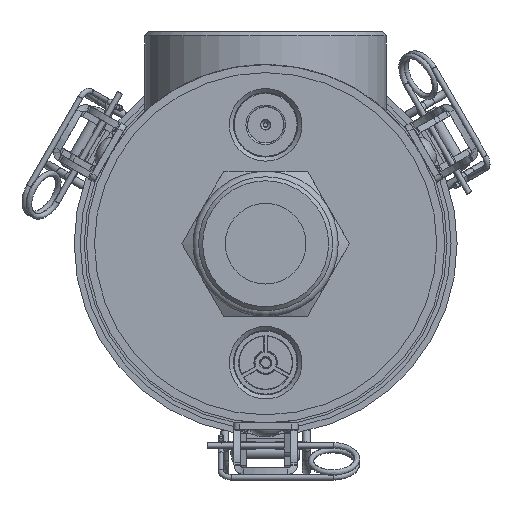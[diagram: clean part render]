
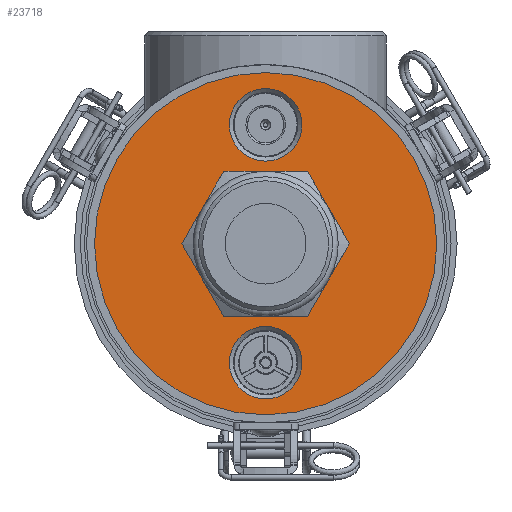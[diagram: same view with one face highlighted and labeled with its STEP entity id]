
A CAD part, front view. The second image highlights one B-rep face of the part: STEP entity #23718.
In plain terms, the highlighted planar face has unit normal (0, -1, 0).
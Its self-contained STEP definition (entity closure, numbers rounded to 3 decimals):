
#147 = CARTESIAN_POINT ( 'NONE',  ( 0., 0., 29.5 ) ) ;
#257 = DIRECTION ( 'NONE',  ( 0., 1., 0. ) ) ;
#419 = ORIENTED_EDGE ( 'NONE', *, *, #19928, .T. ) ;
#760 = EDGE_CURVE ( 'NONE', #21809, #21809, #23589, .T. ) ;
#1404 = DIRECTION ( 'NONE',  ( 1., 0., 0. ) ) ;
#1927 = ORIENTED_EDGE ( 'NONE', *, *, #23665, .T. ) ;
#2099 = CARTESIAN_POINT ( 'NONE',  ( 9., 0., -29.5 ) ) ;
#2265 = DIRECTION ( 'NONE',  ( 1., 0., 0. ) ) ;
#2512 = ORIENTED_EDGE ( 'NONE', *, *, #3163, .T. ) ;
#3163 = EDGE_CURVE ( 'NONE', #29029, #29029, #32034, .T. ) ;
#3580 = EDGE_LOOP ( 'NONE', ( #419 ) ) ;
#4195 = VERTEX_POINT ( 'NONE', #21524 ) ;
#4924 = AXIS2_PLACEMENT_3D ( 'NONE', #147, #24748, #18732 ) ;
#6018 = AXIS2_PLACEMENT_3D ( 'NONE', #34557, #8088, #1404 ) ;
#6450 = FACE_OUTER_BOUND ( 'NONE', #37662, .T. ) ;
#8041 = AXIS2_PLACEMENT_3D ( 'NONE', #22004, #13901, #2265 ) ;
#8088 = DIRECTION ( 'NONE',  ( 0., 1., 0. ) ) ;
#9166 = ORIENTED_EDGE ( 'NONE', *, *, #760, .F. ) ;
#9401 = EDGE_LOOP ( 'NONE', ( #2512 ) ) ;
#12302 = DIRECTION ( 'NONE',  ( 1., 0., 0. ) ) ;
#13589 = EDGE_LOOP ( 'NONE', ( #1927 ) ) ;
#13901 = DIRECTION ( 'NONE',  ( 0., 1., 0. ) ) ;
#14431 = DIRECTION ( 'NONE',  ( 0., 1., 0. ) ) ;
#14532 = AXIS2_PLACEMENT_3D ( 'NONE', #14615, #14431, #38398 ) ;
#14615 = CARTESIAN_POINT ( 'NONE',  ( 0., 0., 0. ) ) ;
#15009 = CIRCLE ( 'NONE', #4924, 9. ) ;
#15842 = AXIS2_PLACEMENT_3D ( 'NONE', #30313, #257, #12302 ) ;
#16346 = CARTESIAN_POINT ( 'NONE',  ( 42.45, 0., 0. ) ) ;
#18732 = DIRECTION ( 'NONE',  ( 1., 0., 0. ) ) ;
#19928 = EDGE_CURVE ( 'NONE', #4195, #4195, #35102, .T. ) ;
#21524 = CARTESIAN_POINT ( 'NONE',  ( 12.058, 0., 0. ) ) ;
#21630 = FACE_BOUND ( 'NONE', #13589, .T. ) ;
#21809 = VERTEX_POINT ( 'NONE', #16346 ) ;
#22004 = CARTESIAN_POINT ( 'NONE',  ( 0., 0., 0. ) ) ;
#23589 = CIRCLE ( 'NONE', #6018, 42.45 ) ;
#23665 = EDGE_CURVE ( 'NONE', #37994, #37994, #15009, .T. ) ;
#23718 = ADVANCED_FACE ( 'NONE', ( #30023, #21630, #33111, #6450 ), #37680, .F. ) ;
#24748 = DIRECTION ( 'NONE',  ( 0., 1., 0. ) ) ;
#26186 = CARTESIAN_POINT ( 'NONE',  ( 9., 0., 29.5 ) ) ;
#29029 = VERTEX_POINT ( 'NONE', #2099 ) ;
#30023 = FACE_BOUND ( 'NONE', #9401, .T. ) ;
#30313 = CARTESIAN_POINT ( 'NONE',  ( 0., 0., -29.5 ) ) ;
#32034 = CIRCLE ( 'NONE', #15842, 9. ) ;
#33111 = FACE_BOUND ( 'NONE', #3580, .T. ) ;
#34557 = CARTESIAN_POINT ( 'NONE',  ( 0., 0., 0. ) ) ;
#35102 = CIRCLE ( 'NONE', #14532, 12.058 ) ;
#37662 = EDGE_LOOP ( 'NONE', ( #9166 ) ) ;
#37680 = PLANE ( 'NONE',  #8041 ) ;
#37994 = VERTEX_POINT ( 'NONE', #26186 ) ;
#38398 = DIRECTION ( 'NONE',  ( 1., 0., 0. ) ) ;
